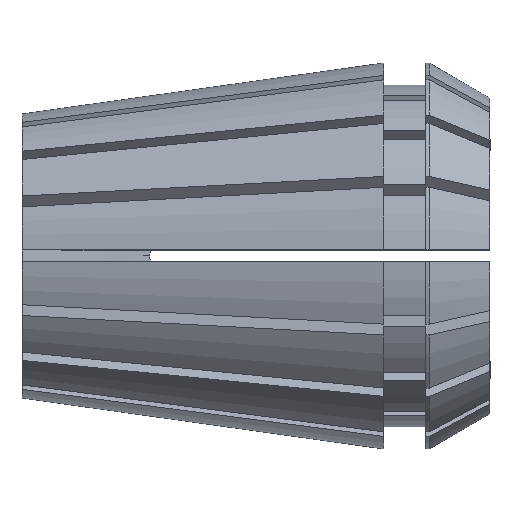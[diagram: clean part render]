
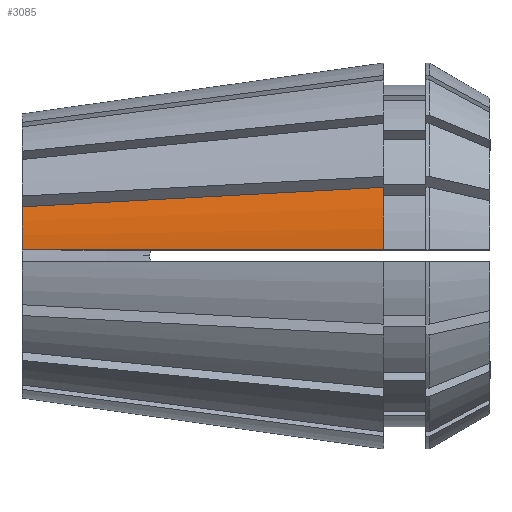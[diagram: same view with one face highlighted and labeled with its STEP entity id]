
A CAD part, top view. The second image highlights one B-rep face of the part: STEP entity #3085.
In plain terms, the highlighted conical face has half-angle 8 degrees and reference radius 16.5 mm.
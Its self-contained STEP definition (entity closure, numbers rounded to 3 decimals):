
#149 = B_SPLINE_CURVE_WITH_KNOTS ( 'NONE', 3,
 ( #283, #2976, #3852, #1648, #2466, #5654, #2926 ),
 .UNSPECIFIED., .F., .F.,
 ( 4, 3, 4 ),
 ( 0., 0.021, 0.031 ),
 .UNSPECIFIED. ) ;
#203 = CARTESIAN_POINT ( 'NONE',  ( 1.325, 0.5, 12.334 ) ) ;
#227 = CONICAL_SURFACE ( 'NONE', #5489, 16.5, 0.14 ) ;
#283 = CARTESIAN_POINT ( 'NONE',  ( 0., 4.187, 11.414 ) ) ;
#552 = EDGE_CURVE ( 'NONE', #4769, #1723, #2608, .T. ) ;
#799 = CARTESIAN_POINT ( 'NONE',  ( 30.9, 0., 0. ) ) ;
#979 = B_SPLINE_CURVE_WITH_KNOTS ( 'NONE', 3,
 ( #5226, #4240, #3788, #1529, #1106, #3835, #4726, #1065, #203, #5184 ),
 .UNSPECIFIED., .F., .F.,
 ( 4, 3, 3, 4 ),
 ( 0.061, 0.066, 0.089, 0.093 ),
 .UNSPECIFIED. ) ;
#1058 = CARTESIAN_POINT ( 'NONE',  ( 0., 4.187, 11.414 ) ) ;
#1065 = CARTESIAN_POINT ( 'NONE',  ( 2.65, 0.5, 12.52 ) ) ;
#1106 = CARTESIAN_POINT ( 'NONE',  ( 18.714, 0.5, 14.779 ) ) ;
#1529 = CARTESIAN_POINT ( 'NONE',  ( 26.083, 0.5, 15.815 ) ) ;
#1576 = VERTEX_POINT ( 'NONE', #4547 ) ;
#1648 = CARTESIAN_POINT ( 'NONE',  ( 21.136, 5.324, 14.16 ) ) ;
#1723 = VERTEX_POINT ( 'NONE', #3727 ) ;
#1764 = EDGE_CURVE ( 'NONE', #4769, #1576, #979, .T. ) ;
#1918 = ORIENTED_EDGE ( 'NONE', *, *, #1764, .F. ) ;
#1956 = ORIENTED_EDGE ( 'NONE', *, *, #5185, .F. ) ;
#2138 = DIRECTION ( 'NONE',  ( -1., 0., 0. ) ) ;
#2139 = EDGE_LOOP ( 'NONE', ( #4864, #1956, #1918, #2322 ) ) ;
#2322 = ORIENTED_EDGE ( 'NONE', *, *, #552, .T. ) ;
#2466 = CARTESIAN_POINT ( 'NONE',  ( 24.391, 5.499, 14.583 ) ) ;
#2608 = CIRCLE ( 'NONE', #4770, 16.5 ) ;
#2658 = DIRECTION ( 'NONE',  ( 0., 0., 1. ) ) ;
#2878 = EDGE_CURVE ( 'NONE', #5075, #1723, #149, .T. ) ;
#2926 = CARTESIAN_POINT ( 'NONE',  ( 30.9, 5.85, 15.429 ) ) ;
#2945 = CIRCLE ( 'NONE', #3765, 12.158 ) ;
#2976 = CARTESIAN_POINT ( 'NONE',  ( 7.045, 4.566, 12.33 ) ) ;
#3085 = ADVANCED_FACE ( 'NONE', ( #5028 ), #227, .T. ) ;
#3265 = CARTESIAN_POINT ( 'NONE',  ( 0., 0., 0. ) ) ;
#3631 = CARTESIAN_POINT ( 'NONE',  ( 30.9, 0., 0. ) ) ;
#3727 = CARTESIAN_POINT ( 'NONE',  ( 30.9, 5.85, 15.429 ) ) ;
#3765 = AXIS2_PLACEMENT_3D ( 'NONE', #3265, #4696, #5086 ) ;
#3788 = CARTESIAN_POINT ( 'NONE',  ( 27.689, 0.5, 16.041 ) ) ;
#3835 = CARTESIAN_POINT ( 'NONE',  ( 11.344, 0.5, 13.743 ) ) ;
#3852 = CARTESIAN_POINT ( 'NONE',  ( 14.091, 4.945, 13.245 ) ) ;
#4078 = DIRECTION ( 'NONE',  ( 0., 0., -1. ) ) ;
#4096 = DIRECTION ( 'NONE',  ( 1., 0., 0. ) ) ;
#4240 = CARTESIAN_POINT ( 'NONE',  ( 29.294, 0.5, 16.267 ) ) ;
#4547 = CARTESIAN_POINT ( 'NONE',  ( 0., 0.5, 12.147 ) ) ;
#4627 = CARTESIAN_POINT ( 'NONE',  ( 30.9, 0.5, 16.493 ) ) ;
#4696 = DIRECTION ( 'NONE',  ( -1., 0., 0. ) ) ;
#4726 = CARTESIAN_POINT ( 'NONE',  ( 3.975, 0.5, 12.706 ) ) ;
#4769 = VERTEX_POINT ( 'NONE', #4627 ) ;
#4770 = AXIS2_PLACEMENT_3D ( 'NONE', #799, #2138, #2658 ) ;
#4864 = ORIENTED_EDGE ( 'NONE', *, *, #2878, .F. ) ;
#5028 = FACE_OUTER_BOUND ( 'NONE', #2139, .T. ) ;
#5075 = VERTEX_POINT ( 'NONE', #1058 ) ;
#5086 = DIRECTION ( 'NONE',  ( 0., 0., 1. ) ) ;
#5184 = CARTESIAN_POINT ( 'NONE',  ( 0., 0.5, 12.147 ) ) ;
#5185 = EDGE_CURVE ( 'NONE', #1576, #5075, #2945, .T. ) ;
#5226 = CARTESIAN_POINT ( 'NONE',  ( 30.9, 0.5, 16.493 ) ) ;
#5489 = AXIS2_PLACEMENT_3D ( 'NONE', #3631, #4096, #4078 ) ;
#5654 = CARTESIAN_POINT ( 'NONE',  ( 27.645, 5.674, 15.006 ) ) ;
